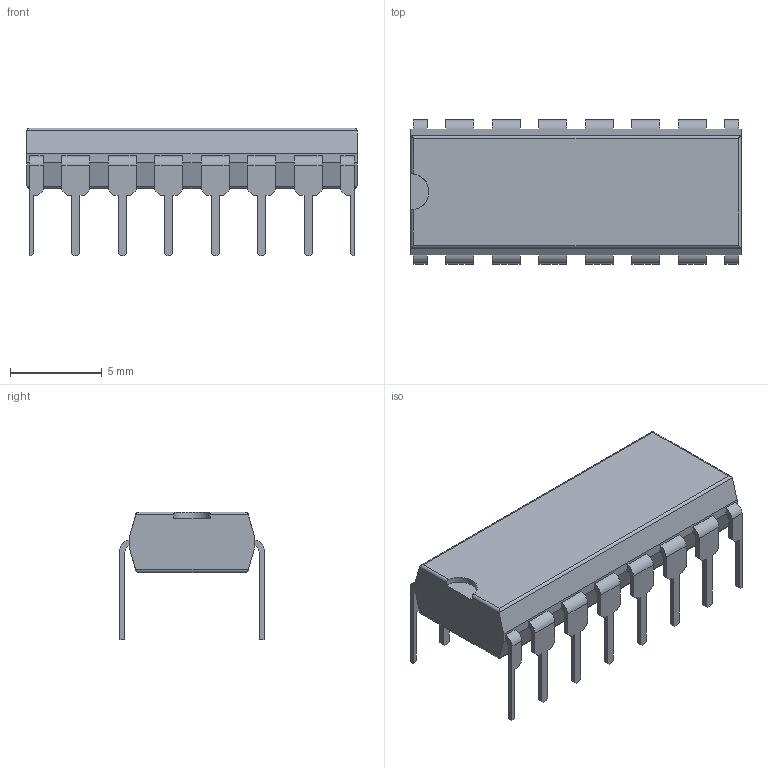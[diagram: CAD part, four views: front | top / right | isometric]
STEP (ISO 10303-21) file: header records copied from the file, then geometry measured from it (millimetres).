
FILE_DESCRIPTION(/* description */ (''),/* implementation_level */ '2;1');
FILE_NAME(/* name */ 'Package-DIP-16-Half-Lead.step',/* time_stamp */ '2023-10-29T18:23:18+01:00',/* author */ (''),/* organization */ (''),/* preprocessor_version */ 'ST-DEVELOPER v20',/* originating_system */ 'Autodesk Translation Framework v12.14.0.127',/* authorisation */ '');
FILE_SCHEMA (('AUTOMOTIVE_DESIGN { 1 0 10303 214 3 1 1 }'));
Length unit declared in the file: millimetre
Products named in the file (3): Package-DIP-16-Half-Lead; Leads; Body
Assembly tree (2 placements, depth 2):
  Package-DIP-16-Half-Lead
    Leads
    Body
Bounding box: 18.03 x 7.87 x 6.99 mm (x, y, z)
Volume: 424.4 mm3; surface area: 738.6 mm2
Topology: 9 solids, 9 shells, 245 faces, 681 edges, 454 vertices
Faces by surface type: plane 203, cylinder 42
Entity records: 7873 total; most frequent: CARTESIAN_POINT 1404, ORIENTED_EDGE 1362, DIRECTION 1263, EDGE_CURVE 681, LINE 597, VECTOR 597, VERTEX_POINT 454, AXIS2_PLACEMENT_3D 333
